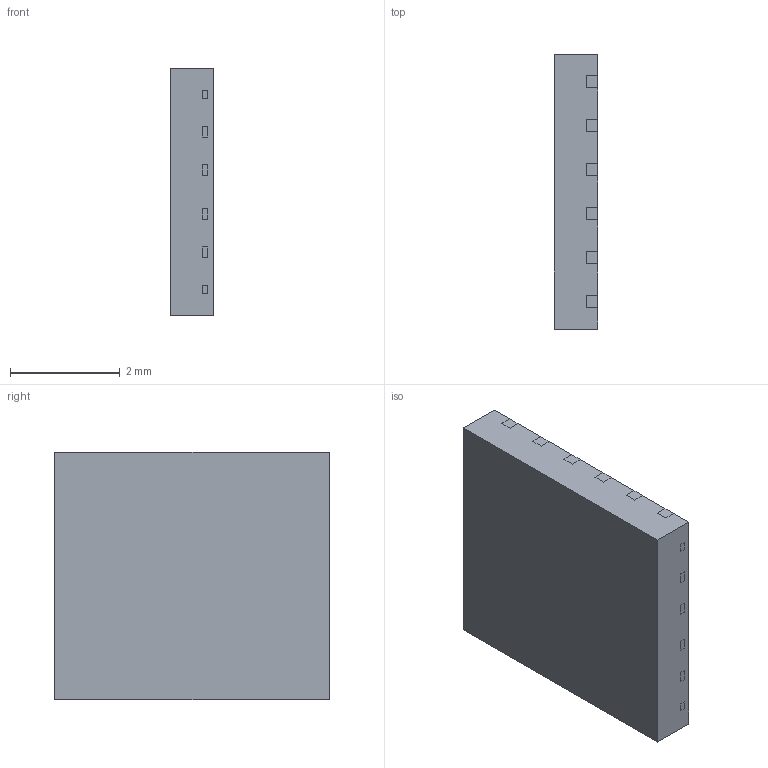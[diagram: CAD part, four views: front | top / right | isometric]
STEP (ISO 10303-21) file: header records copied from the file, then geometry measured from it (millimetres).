
FILE_DESCRIPTION(/* description */ ('Unknown'),/* implementation_level */ '2;1');
FILE_NAME(/* name */ 'DFN5045C-12_STP',/* time_stamp */ '2020-11-13T15:46:41+08:00',/* author */ ('Unknown'),/* organization */ ('Unknown'),/* preprocessor_version */ 'ST-DEVELOPER v16.7',/* originating_system */ 'DEX',/* authorisation */ $);
FILE_SCHEMA (('AUTOMOTIVE_DESIGN {1 0 10303 214 3 1 1}'));
Length unit declared in the file: millimetre
Products named in the file (3): DFN5045C-12; Compound; LDF
Assembly tree (2 placements, depth 2):
  DFN5045C-12
    Compound
    LDF
Bounding box: 0.8 x 5 x 4.5 mm (x, y, z)
Volume: 18 mm3; surface area: 124.6 mm2
Topology: 11 solids, 11 shells, 672 faces, 1902 edges, 1268 vertices
Faces by surface type: plane 472, cylinder 200
Full cylindrical faces by diameter (mm): 0.1 x24
Entity records: 24159 total; most frequent: CARTESIAN_POINT 3821, ORIENTED_EDGE 3756, DIRECTION 3628, EDGE_CURVE 1878, LINE 1478, VECTOR 1478, VERTEX_POINT 1268, AXIS2_PLACEMENT_3D 1075
